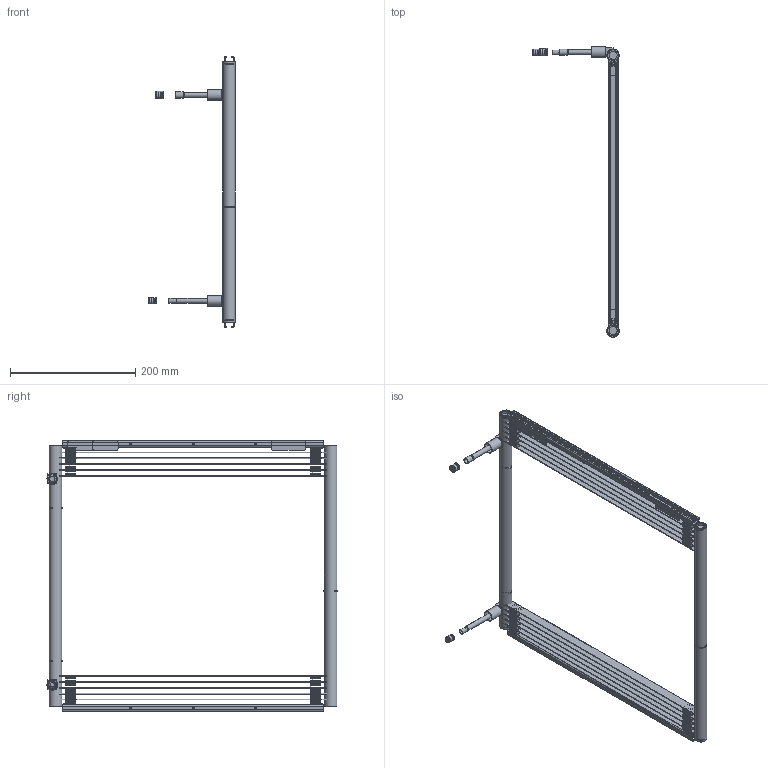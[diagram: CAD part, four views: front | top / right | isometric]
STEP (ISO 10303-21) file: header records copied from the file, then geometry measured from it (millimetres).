
FILE_DESCRIPTION(/* description */ ('Condenser'),/* implementation_level */ '2;1');
FILE_NAME(/* name */ 'X0-DF0131-09.stp',/* time_stamp */ '2024-03-05T10:27:56+08:00',/* author */ ('U426154'),/* organization */ (''),/* preprocessor_version */ 'ST-DEVELOPER v18.1',/* originating_system */ 'Autodesk Inventor 2022',/* authorisation */ '');
FILE_SCHEMA (('AUTOMOTIVE_DESIGN { 1 0 10303 214 3 1 1 }'));
Length unit declared in the file: millimetre
Products named in the file (18): Z0-DF0131; Y0-DF0131; H01-0277; H01-0276; S01b-0438; B01-0186; T03-0001; D03-DF0131; T06-0024; T04-0001; G24-0002; G26-0003; T02-0003; T02-0002; T05-0024; T09-0112; T09-0001; T09-0100
Assembly tree (43 placements, depth 3):
  Z0-DF0131
    Y0-DF0131
      H01-0277
      H01-0276
      S01b-0438  x10
      B01-0186  x10
      T03-0001  x3
      D03-DF0131  x2
      T06-0024  x2
      T04-0001  x4
    G24-0002
    G26-0003
    T05-0024  x2
    T02-0003
    T02-0002
    T09-0112
    T09-0001
    T09-0100
Bounding box: 138.5 x 463.7 x 432.3 mm (x, y, z)
Volume: 224763.6 mm3; surface area: 423174.8 mm2
Topology: 52 solids, 52 shells, 1770 faces, 4914 edges, 3264 vertices
Faces by surface type: plane 903, cylinder 825, torus 22, cone 16, sphere 4
Full cylindrical faces by diameter (mm): 3.2 x12, 6 x2, 6.15 x1, 6.34 x2, 7.2 x1, 7.75 x1, 7.94 x2, 8 x2, 8.2 x3, 8.7 x1, 9.5 x2, 9.8 x1, 10.2 x1, 11.5 x2, 11.7 x1, 13 x4, 16 x2, 17 x6, 17.2 x2, 20 x2
Entity records: 11223 total; most frequent: CARTESIAN_POINT 1987, DIRECTION 1938, ORIENTED_EDGE 1672, EDGE_CURVE 836, AXIS2_PLACEMENT_3D 721, VERTEX_POINT 552, LINE 496, VECTOR 496
